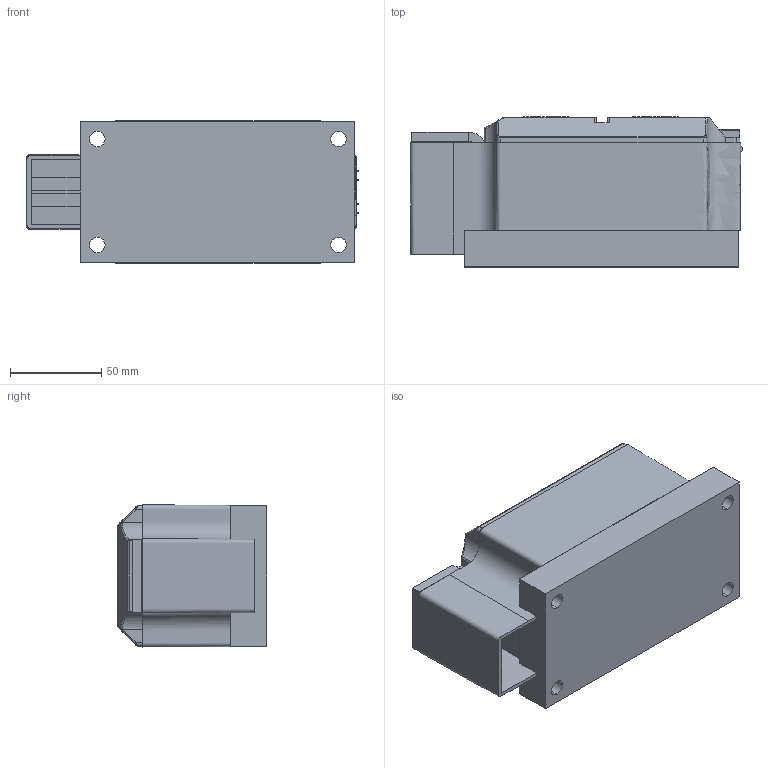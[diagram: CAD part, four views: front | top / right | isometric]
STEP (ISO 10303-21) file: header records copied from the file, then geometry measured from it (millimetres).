
FILE_DESCRIPTION (( 'STEP AP214' ), '1' );
FILE_NAME ('MTD7-T.STEP', '2021-02-05T13:44:19', ( '' ), ( '' ), 'SwSTEP 2.0', 'SolidWorks 2018', '' );
FILE_SCHEMA (( 'AUTOMOTIVE_DESIGN' ));
Length unit declared in the file: millimetre
Products named in the file (1): MTD7-T
Bounding box: 181.7 x 82.07 x 78 mm (x, y, z)
Volume: 421925.4 mm3; surface area: 142492.1 mm2
Topology: 17 solids, 17 shells, 571 faces, 1446 edges, 914 vertices
Faces by surface type: plane 302, cylinder 161, cone 50, torus 28, sphere 18, bspline 12
Entity records: 24514 total; most frequent: CARTESIAN_POINT 4249, DIRECTION 2869, ORIENTED_EDGE 2836, EDGE_CURVE 1418, AXIS2_PLACEMENT_3D 1010, VERTEX_POINT 914, VECTOR 849, LINE 849
